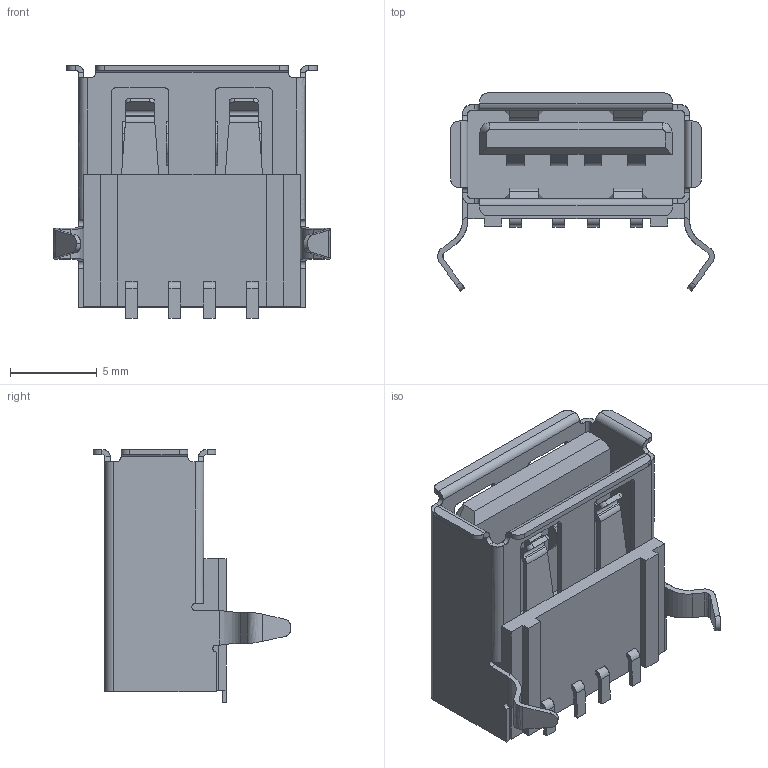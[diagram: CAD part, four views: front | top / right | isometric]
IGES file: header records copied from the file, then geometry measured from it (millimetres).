
Start section: SolidWorks IGES file using analytic representation for surfaces
Global section: file name: KUSBX-SMT-AS1N-B_rA2.IGS; native system: SolidWorks 2006 by SolidWorks Corporation; preprocessor: SolidWorks 2006 by SolidWorks Corporation; author: Ckelleher; date: 110126.125302; units: millimetre
Bounding box: 16 x 11.44 x 14.61 mm (x, y, z)
Surface area: 1314.8 mm2 (no closed solid volume)
Topology: 0 solids, 0 shells, 300 faces, 2348 edges, 2348 vertices
Faces by surface type: bspline 185, revolution 115
